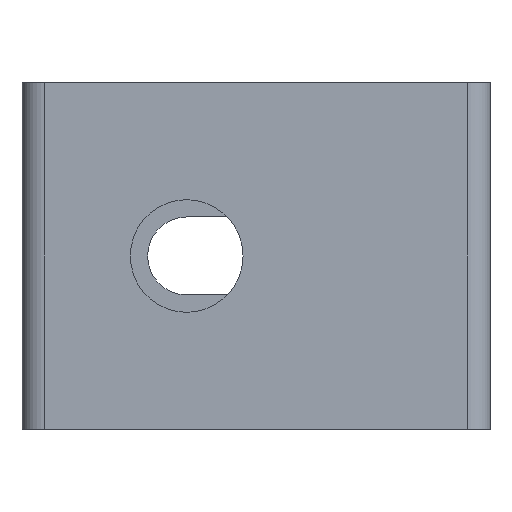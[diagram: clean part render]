
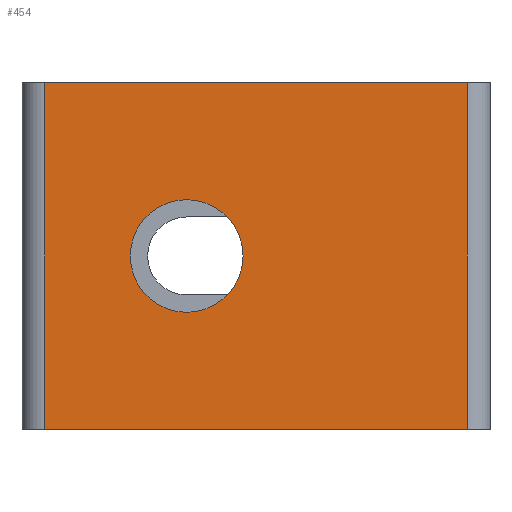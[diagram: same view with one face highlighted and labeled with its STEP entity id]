
A CAD part, front view. The second image highlights one B-rep face of the part: STEP entity #454.
In plain terms, the highlighted planar face has unit normal (0, -1, 0).
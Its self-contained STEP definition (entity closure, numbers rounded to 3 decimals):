
#39 = ORIENTED_EDGE ( 'NONE', *, *, #229, .T. ) ;
#90 = CARTESIAN_POINT ( 'NONE',  ( 44.4, -54., -20. ) ) ;
#154 = ORIENTED_EDGE ( 'NONE', *, *, #245, .T. ) ;
#185 = EDGE_CURVE ( 'NONE', #223, #345, #823, .T. ) ;
#203 = ORIENTED_EDGE ( 'NONE', *, *, #216, .T. ) ;
#206 = DIRECTION ( 'NONE',  ( -1., 0., 0. ) ) ;
#209 = EDGE_CURVE ( 'NONE', #908, #1048, #887, .T. ) ;
#216 = EDGE_CURVE ( 'NONE', #1069, #770, #916, .T. ) ;
#223 = VERTEX_POINT ( 'NONE', #262 ) ;
#229 = EDGE_CURVE ( 'NONE', #908, #1069, #792, .T. ) ;
#245 = EDGE_CURVE ( 'NONE', #345, #223, #642, .T. ) ;
#255 = FACE_BOUND ( 'NONE', #314, .T. ) ;
#262 = CARTESIAN_POINT ( 'NONE',  ( 5.5, -54., 0. ) ) ;
#267 = CARTESIAN_POINT ( 'NONE',  ( 44.4, -54., 20. ) ) ;
#268 = DIRECTION ( 'NONE',  ( 0., 0., 1. ) ) ;
#287 = CARTESIAN_POINT ( 'NONE',  ( 47., -54., -20. ) ) ;
#294 = ORIENTED_EDGE ( 'NONE', *, *, #209, .F. ) ;
#295 = CARTESIAN_POINT ( 'NONE',  ( 12., -54., 0. ) ) ;
#298 = DIRECTION ( 'NONE',  ( 0., 1., 0. ) ) ;
#305 = DIRECTION ( 'NONE',  ( 1., 0., 0. ) ) ;
#314 = EDGE_LOOP ( 'NONE', ( #847, #154 ) ) ;
#332 = CARTESIAN_POINT ( 'NONE',  ( 44.4, -54., 20. ) ) ;
#345 = VERTEX_POINT ( 'NONE', #512 ) ;
#377 = CARTESIAN_POINT ( 'NONE',  ( 47., -54., 20. ) ) ;
#402 = DIRECTION ( 'NONE',  ( -1., 0., 0. ) ) ;
#403 = ORIENTED_EDGE ( 'NONE', *, *, #1041, .T. ) ;
#430 = FACE_OUTER_BOUND ( 'NONE', #666, .T. ) ;
#454 = ADVANCED_FACE ( 'NONE', ( #255, #430 ), #658, .T. ) ;
#490 = CARTESIAN_POINT ( 'NONE',  ( -4.4, -54., -20. ) ) ;
#512 = CARTESIAN_POINT ( 'NONE',  ( 18.5, -54., 0. ) ) ;
#534 = DIRECTION ( 'NONE',  ( 0., 1., 0. ) ) ;
#586 = VECTOR ( 'NONE', #713, 1000. ) ;
#618 = LINE ( 'NONE', #490, #586 ) ;
#642 = CIRCLE ( 'NONE', #976, 6.5 ) ;
#645 = DIRECTION ( 'NONE',  ( 0., -1., 0. ) ) ;
#652 = CARTESIAN_POINT ( 'NONE',  ( 47., -54., 20. ) ) ;
#658 = PLANE ( 'NONE',  #905 ) ;
#661 = DIRECTION ( 'NONE',  ( 1., 0., 0. ) ) ;
#666 = EDGE_LOOP ( 'NONE', ( #203, #403, #294, #39 ) ) ;
#671 = CARTESIAN_POINT ( 'NONE',  ( 12., -54., 0. ) ) ;
#685 = VECTOR ( 'NONE', #268, 1000. ) ;
#713 = DIRECTION ( 'NONE',  ( 0., 0., -1. ) ) ;
#770 = VERTEX_POINT ( 'NONE', #924 ) ;
#792 = LINE ( 'NONE', #267, #685 ) ;
#823 = CIRCLE ( 'NONE', #984, 6.5 ) ;
#841 = CARTESIAN_POINT ( 'NONE',  ( -4.4, -54., -20. ) ) ;
#847 = ORIENTED_EDGE ( 'NONE', *, *, #185, .T. ) ;
#887 = LINE ( 'NONE', #287, #934 ) ;
#905 = AXIS2_PLACEMENT_3D ( 'NONE', #652, #645, #661 ) ;
#908 = VERTEX_POINT ( 'NONE', #90 ) ;
#916 = LINE ( 'NONE', #377, #1058 ) ;
#924 = CARTESIAN_POINT ( 'NONE',  ( -4.4, -54., 20. ) ) ;
#934 = VECTOR ( 'NONE', #206, 1000. ) ;
#976 = AXIS2_PLACEMENT_3D ( 'NONE', #295, #298, #305 ) ;
#984 = AXIS2_PLACEMENT_3D ( 'NONE', #671, #534, #1072 ) ;
#1041 = EDGE_CURVE ( 'NONE', #770, #1048, #618, .T. ) ;
#1048 = VERTEX_POINT ( 'NONE', #841 ) ;
#1058 = VECTOR ( 'NONE', #402, 1000. ) ;
#1069 = VERTEX_POINT ( 'NONE', #332 ) ;
#1072 = DIRECTION ( 'NONE',  ( 1., 0., 0. ) ) ;
